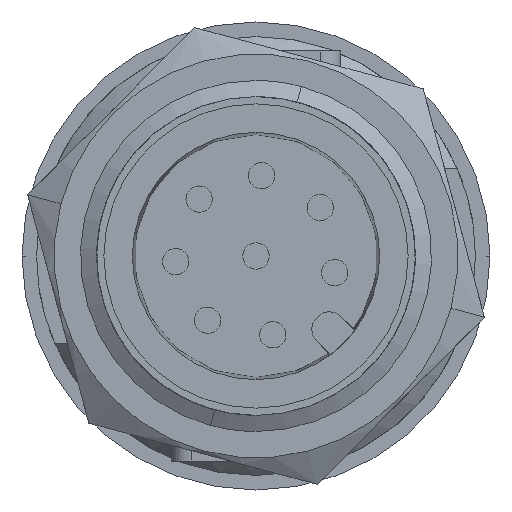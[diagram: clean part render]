
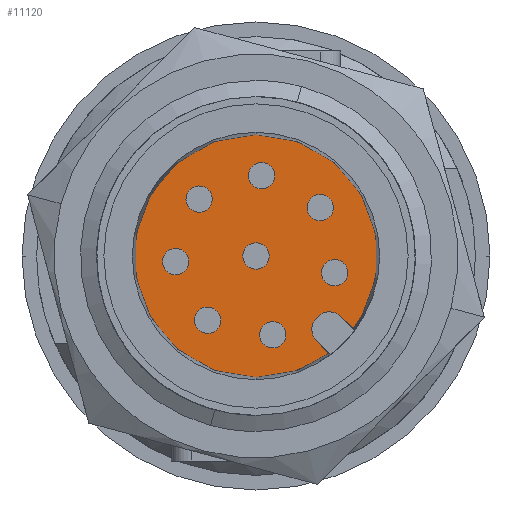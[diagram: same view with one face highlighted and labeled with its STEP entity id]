
A CAD part, left-side view. The second image highlights one B-rep face of the part: STEP entity #11120.
In plain terms, the highlighted face is planar.
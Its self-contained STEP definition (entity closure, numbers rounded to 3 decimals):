
#8910=CARTESIAN_POINT('',(21.083,35.967,15.566));
#8920=VERTEX_POINT('',#8910);
#8950=CARTESIAN_POINT('',(20.483,31.86,15.566));
#8960=DIRECTION('',(0.,0.,-1.));
#8970=DIRECTION('',(0.707,-0.707,
0.));
#8980=AXIS2_PLACEMENT_3D('',#8950,#8960,#8970);
#8990=CIRCLE('',#8980,4.15);
#9000=CARTESIAN_POINT('',(23.417,28.926,
15.566));
#9010=VERTEX_POINT('',#9000);
#9020=EDGE_CURVE('',#8920,#9010,#8990,.T.);
#9150=CARTESIAN_POINT('',(17.548,34.795,
15.566));
#9160=VERTEX_POINT('',#9150);
#9190=CARTESIAN_POINT('',(19.883,35.967,15.566));
#9200=VERTEX_POINT('',#9190);
#9210=EDGE_CURVE('',#9160,#9200,#8990,.T.);
#9580=CARTESIAN_POINT('',(19.653,31.08,
15.566));
#9590=DIRECTION('',(0.,0.,-1.));
#9600=DIRECTION('',(0.,-1.,0.));
#9610=AXIS2_PLACEMENT_3D('',#9580,#9590,#9600);
#9620=PLANE('',#9610);
#9630=EDGE_CURVE('',#9010,#9160,#8990,.T.);
#9640=ORIENTED_EDGE('',*,*,#9630,.T.);
#9650=ORIENTED_EDGE('',*,*,#9020,.T.);
#9660=CARTESIAN_POINT('',(21.083,77.517,15.566));
#9670=DIRECTION('',(0.,-1.,0.));
#9680=VECTOR('',#9670,1.);
#9690=LINE('',#9660,#9680);
#9700=CARTESIAN_POINT('',(21.083,35.41,15.566));
#9710=VERTEX_POINT('',#9700);
#9720=EDGE_CURVE('',#8920,#9710,#9690,.T.);
#9730=ORIENTED_EDGE('',*,*,#9720,.F.);
#9740=CARTESIAN_POINT('',(20.483,35.41,15.566));
#9750=DIRECTION('',(0.,0.,-1.));
#9760=DIRECTION('',(0.707,-0.707,
0.));
#9770=AXIS2_PLACEMENT_3D('',#9740,#9750,#9760);
#9780=CIRCLE('',#9770,0.6);
#9790=CARTESIAN_POINT('',(19.883,35.41,15.566));
#9800=VERTEX_POINT('',#9790);
#9810=EDGE_CURVE('',#9710,#9800,#9780,.T.);
#9820=ORIENTED_EDGE('',*,*,#9810,.F.);
#9830=CARTESIAN_POINT('',(19.883,76.317,15.566));
#9840=DIRECTION('',(0.,1.,0.));
#9850=VECTOR('',#9840,1.);
#9860=LINE('',#9830,#9850);
#9870=EDGE_CURVE('',#9800,#9200,#9860,.T.);
#9880=ORIENTED_EDGE('',*,*,#9870,.F.);
#9890=ORIENTED_EDGE('',*,*,#9210,.T.);
#9900=EDGE_LOOP('',(#9890,#9880,#9820,#9730,#9650,#9640));
#9910=FACE_OUTER_BOUND('',#9900,.T.);
#9920=CARTESIAN_POINT('',(23.206,32.243,
15.566));
#9930=DIRECTION('',(0.,0.,1.));
#9940=DIRECTION('',(-0.342,0.94,
0.));
#9950=AXIS2_PLACEMENT_3D('',#9920,#9930,#9940);
#9960=CIRCLE('',#9950,0.45);
#9970=CARTESIAN_POINT('',(23.052,32.666,
15.566));
#9980=VERTEX_POINT('',#9970);
#9990=CARTESIAN_POINT('',(23.36,31.82,
15.566));
#10000=VERTEX_POINT('',#9990);
#10010=EDGE_CURVE('',#9980,#10000,#9960,.T.);
#10020=ORIENTED_EDGE('',*,*,#10010,.T.);
#10030=EDGE_CURVE('',#10000,#9980,#9960,.T.);
#10040=ORIENTED_EDGE('',*,*,#10030,.T.);
#10050=EDGE_LOOP('',(#10040,#10020));
#10060=FACE_BOUND('',#10050,.T.);
#10070=CARTESIAN_POINT('',(20.483,31.86,15.566))
;
#10080=DIRECTION('',(0.,0.,1.));
#10090=DIRECTION('',(-0.707,-0.707,
0.));
#10100=AXIS2_PLACEMENT_3D('',#10070,#10080,#10090);
#10110=CIRCLE('',#10100,0.45);
#10120=CARTESIAN_POINT('',(20.164,31.542,
15.566));
#10130=VERTEX_POINT('',#10120);
#10140=CARTESIAN_POINT('',(20.801,32.178,
15.566));
#10150=VERTEX_POINT('',#10140);
#10160=EDGE_CURVE('',#10130,#10150,#10110,.T.);
#10170=ORIENTED_EDGE('',*,*,#10160,.T.);
#10180=EDGE_CURVE('',#10150,#10130,#10110,.T.);
#10190=ORIENTED_EDGE('',*,*,#10180,.T.);
#10200=EDGE_LOOP('',(#10190,#10170));
#10210=FACE_BOUND('',#10200,.T.);
#10220=CARTESIAN_POINT('',(22.558,30.056,
15.566));
#10230=DIRECTION('',(0.,0.,1.));
#10240=DIRECTION('',(0.485,0.875,
0.));
#10250=AXIS2_PLACEMENT_3D('',#10220,#10230,#10240);
#10260=CIRCLE('',#10250,0.45);
#10270=CARTESIAN_POINT('',(22.776,30.45,
15.566));
#10280=VERTEX_POINT('',#10270);
#10290=CARTESIAN_POINT('',(22.34,29.663,
15.566));
#10300=VERTEX_POINT('',#10290);
#10310=EDGE_CURVE('',#10280,#10300,#10260,.T.);
#10320=ORIENTED_EDGE('',*,*,#10310,.T.);
#10330=EDGE_CURVE('',#10300,#10280,#10260,.T.);
#10340=ORIENTED_EDGE('',*,*,#10330,.T.);
#10350=EDGE_LOOP('',(#10340,#10320));
#10360=FACE_BOUND('',#10350,.T.);
#10370=CARTESIAN_POINT('',(20.483,29.11,
15.566));
#10380=DIRECTION('',(0.,0.,1.));
#10390=DIRECTION('',(0.978,0.208,
0.));
#10400=AXIS2_PLACEMENT_3D('',#10370,#10380,#10390);
#10410=CIRCLE('',#10400,0.45);
#10420=CARTESIAN_POINT('',(20.923,29.204,
15.566));
#10430=VERTEX_POINT('',#10420);
#10440=CARTESIAN_POINT('',(20.043,29.017,
15.566));
#10450=VERTEX_POINT('',#10440);
#10460=EDGE_CURVE('',#10430,#10450,#10410,.T.);
#10470=ORIENTED_EDGE('',*,*,#10460,.T.);
#10480=EDGE_CURVE('',#10450,#10430,#10410,.T.);
#10490=ORIENTED_EDGE('',*,*,#10480,.T.);
#10500=EDGE_LOOP('',(#10490,#10470));
#10510=FACE_BOUND('',#10500,.T.);
#10520=CARTESIAN_POINT('',(18.985,34.167,
15.566));
#10530=DIRECTION('',(0.,0.,1.));
#10540=DIRECTION('',(-0.707,-0.707,
0.));
#10550=AXIS2_PLACEMENT_3D('',#10520,#10530,#10540);
#10560=CIRCLE('',#10550,0.45);
#10570=CARTESIAN_POINT('',(18.667,33.848,
15.566));
#10580=VERTEX_POINT('',#10570);
#10590=CARTESIAN_POINT('',(19.303,34.485,
15.566));
#10600=VERTEX_POINT('',#10590);
#10610=EDGE_CURVE('',#10580,#10600,#10560,.T.);
#10620=ORIENTED_EDGE('',*,*,#10610,.T.);
#10630=EDGE_CURVE('',#10600,#10580,#10560,.T.);
#10640=ORIENTED_EDGE('',*,*,#10630,.T.);
#10650=EDGE_LOOP('',(#10640,#10620));
#10660=FACE_BOUND('',#10650,.T.);
#10670=CARTESIAN_POINT('',(18.407,30.056,
15.566));
#10680=DIRECTION('',(0.,0.,1.));
#10690=DIRECTION('',(0.799,-0.602,
0.));
#10700=AXIS2_PLACEMENT_3D('',#10670,#10680,#10690);
#10710=CIRCLE('',#10700,0.45);
#10720=CARTESIAN_POINT('',(18.767,29.785,
15.566));
#10730=VERTEX_POINT('',#10720);
#10740=CARTESIAN_POINT('',(18.048,30.327,
15.566));
#10750=VERTEX_POINT('',#10740);
#10760=EDGE_CURVE('',#10730,#10750,#10710,.T.);
#10770=ORIENTED_EDGE('',*,*,#10760,.T.);
#10780=EDGE_CURVE('',#10750,#10730,#10710,.T.);
#10790=ORIENTED_EDGE('',*,*,#10780,.T.);
#10800=EDGE_LOOP('',(#10790,#10770));
#10810=FACE_BOUND('',#10800,.T.);
#10820=CARTESIAN_POINT('',(21.98,34.167,
15.566));
#10830=DIRECTION('',(0.,0.,1.));
#10840=DIRECTION('',(-0.934,0.358,
0.));
#10850=AXIS2_PLACEMENT_3D('',#10820,#10830,#10840);
#10860=CIRCLE('',#10850,0.45);
#10870=CARTESIAN_POINT('',(21.56,34.328,
15.566));
#10880=VERTEX_POINT('',#10870);
#10890=CARTESIAN_POINT('',(22.401,34.005,
15.566));
#10900=VERTEX_POINT('',#10890);
#10910=EDGE_CURVE('',#10880,#10900,#10860,.T.);
#10920=ORIENTED_EDGE('',*,*,#10910,.T.);
#10930=EDGE_CURVE('',#10900,#10880,#10860,.T.);
#10940=ORIENTED_EDGE('',*,*,#10930,.T.);
#10950=EDGE_LOOP('',(#10940,#10920));
#10960=FACE_BOUND('',#10950,.T.);
#10970=CARTESIAN_POINT('',(17.759,32.243,
15.566));
#10980=DIRECTION('',(0.,0.,1.));
#10990=DIRECTION('',(0.07,-0.998,
0.));
#11000=AXIS2_PLACEMENT_3D('',#10970,#10980,#10990);
#11010=CIRCLE('',#11000,0.45);
#11020=CARTESIAN_POINT('',(17.791,31.794,
15.566));
#11030=VERTEX_POINT('',#11020);
#11040=CARTESIAN_POINT('',(17.728,32.692,
15.566));
#11050=VERTEX_POINT('',#11040);
#11060=EDGE_CURVE('',#11030,#11050,#11010,.T.);
#11070=ORIENTED_EDGE('',*,*,#11060,.T.);
#11080=EDGE_CURVE('',#11050,#11030,#11010,.T.);
#11090=ORIENTED_EDGE('',*,*,#11080,.T.);
#11100=EDGE_LOOP('',(#11090,#11070));
#11110=FACE_BOUND('',#11100,.T.);
#11120=ADVANCED_FACE('',(#9910,#10060,#10210,#10360,#10510,#10660,#10810
,#10960,#11110),#9620,.T.);
